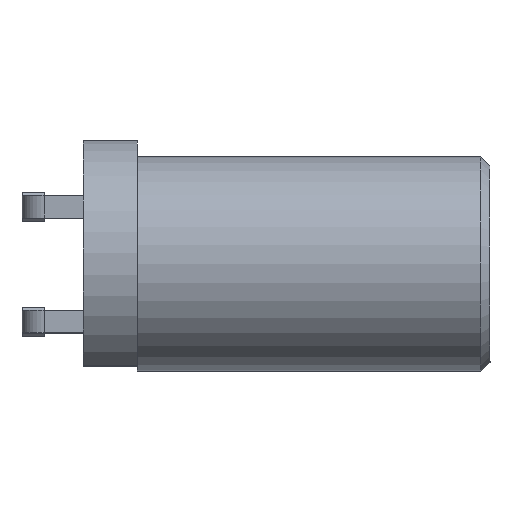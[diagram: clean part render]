
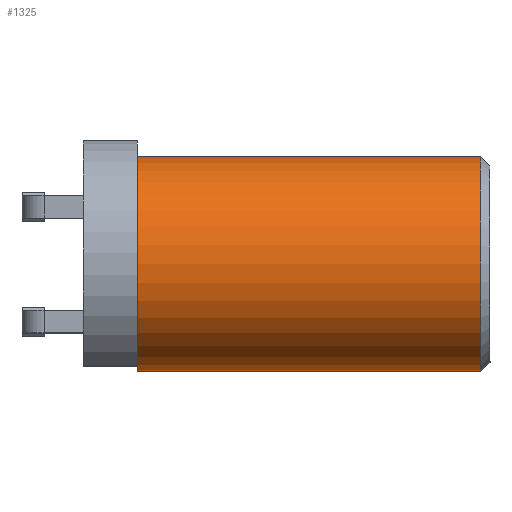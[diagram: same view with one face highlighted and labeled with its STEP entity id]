
A CAD part, top view. The second image highlights one B-rep face of the part: STEP entity #1325.
In plain terms, the highlighted cylindrical face has radius 2.375 mm (diameter 4.75 mm), a partial arc.
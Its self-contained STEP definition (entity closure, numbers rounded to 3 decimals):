
#1215=CARTESIAN_POINT('',(9.9,2.375,4.8));
#1216=VERTEX_POINT('',#1215);
#1217=CARTESIAN_POINT('',(2.3,2.375,4.8));
#1218=VERTEX_POINT('',#1217);
#1219=CARTESIAN_POINT('',(9.9,2.375,4.8));
#1220=DIRECTION('',(-1.0,0.0,0.0));
#1221=VECTOR('',#1220,7.6);
#1222=LINE('',#1219,#1221);
#1223=EDGE_CURVE('',#1216,#1218,#1222,.T.);
#1225=CARTESIAN_POINT('',(9.9,-2.375,4.8));
#1226=VERTEX_POINT('',#1225);
#1234=CARTESIAN_POINT('',(2.3,-2.375,4.8));
#1235=VERTEX_POINT('',#1234);
#1236=CARTESIAN_POINT('',(9.9,-2.375,4.8));
#1237=DIRECTION('',(-1.0,0.0,0.0));
#1238=VECTOR('',#1237,7.6);
#1239=LINE('',#1236,#1238);
#1240=EDGE_CURVE('',#1226,#1235,#1239,.T.);
#1298=CARTESIAN_POINT('',(9.9,0.,4.8));
#1299=DIRECTION('',(1.0,0.0,0.0));
#1300=DIRECTION('',(0.0,-1.0,0.0));
#1301=AXIS2_PLACEMENT_3D('',#1298,#1299,#1300);
#1302=CIRCLE('',#1301,2.375);
#1303=EDGE_CURVE('',#1216,#1226,#1302,.T.);
#1308=CARTESIAN_POINT('',(2.3,0.,4.8));
#1309=DIRECTION('',(1.0,0.,0.));
#1310=DIRECTION('',(0.0,1.0,0.0));
#1311=AXIS2_PLACEMENT_3D('',#1308,#1309,#1310);
#1312=CYLINDRICAL_SURFACE('',#1311,2.375);
#1313=ORIENTED_EDGE('',*,*,#1223,.T.);
#1314=CARTESIAN_POINT('',(2.3,0.,4.8));
#1315=DIRECTION('',(1.0,0.0,0.0));
#1316=DIRECTION('',(0.0,1.0,0.0));
#1317=AXIS2_PLACEMENT_3D('',#1314,#1315,#1316);
#1318=CIRCLE('',#1317,2.375);
#1319=EDGE_CURVE('',#1218,#1235,#1318,.T.);
#1320=ORIENTED_EDGE('',*,*,#1319,.T.);
#1321=ORIENTED_EDGE('',*,*,#1240,.F.);
#1322=ORIENTED_EDGE('',*,*,#1303,.F.);
#1323=EDGE_LOOP('',(#1313,#1320,#1321,#1322));
#1324=FACE_OUTER_BOUND('',#1323,.T.);
#1325=ADVANCED_FACE('',(#1324),#1312,.T.);
